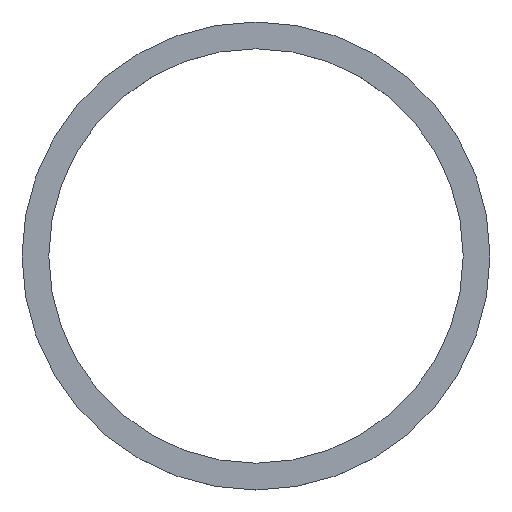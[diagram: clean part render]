
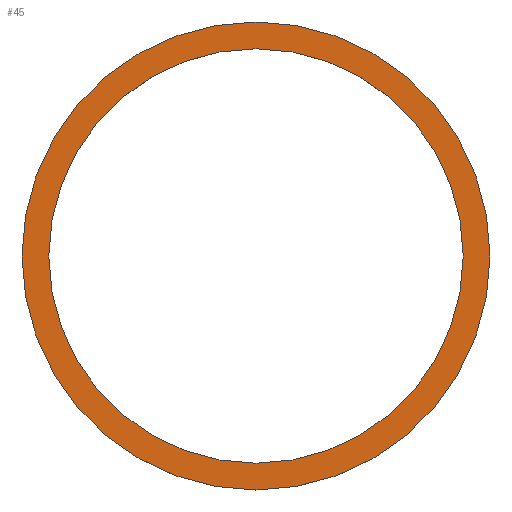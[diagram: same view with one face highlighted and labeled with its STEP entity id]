
A CAD part, top view. The second image highlights one B-rep face of the part: STEP entity #45.
In plain terms, the highlighted planar face has unit normal (0, 0, 1).
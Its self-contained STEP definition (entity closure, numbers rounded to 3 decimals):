
#3 = CARTESIAN_POINT ( 'NONE',  ( 0., 0., 2. ) ) ;
#6 = EDGE_CURVE ( 'NONE', #232, #53, #76, .T. ) ;
#7 = ORIENTED_EDGE ( 'NONE', *, *, #6, .T. ) ;
#11 = ORIENTED_EDGE ( 'NONE', *, *, #162, .F. ) ;
#28 = EDGE_CURVE ( 'NONE', #113, #78, #129, .T. ) ;
#39 = CARTESIAN_POINT ( 'NONE',  ( -101.5, 0., 2. ) ) ;
#40 = AXIS2_PLACEMENT_3D ( 'NONE', #70, #186, #207 ) ;
#44 = CARTESIAN_POINT ( 'NONE',  ( 0., 0., 2. ) ) ;
#45 = ADVANCED_FACE ( 'NONE', ( #79, #60 ), #143, .T. ) ;
#50 = CARTESIAN_POINT ( 'NONE',  ( 101.5, 0., 2. ) ) ;
#53 = VERTEX_POINT ( 'NONE', #50 ) ;
#60 = FACE_BOUND ( 'NONE', #217, .T. ) ;
#66 = CIRCLE ( 'NONE', #212, 101.5 ) ;
#70 = CARTESIAN_POINT ( 'NONE',  ( 0., 0., 2. ) ) ;
#76 = CIRCLE ( 'NONE', #108, 101.5 ) ;
#78 = VERTEX_POINT ( 'NONE', #88 ) ;
#79 = FACE_OUTER_BOUND ( 'NONE', #161, .T. ) ;
#88 = CARTESIAN_POINT ( 'NONE',  ( -89.875, 0., 2. ) ) ;
#97 = DIRECTION ( 'NONE',  ( 0., 0., 1. ) ) ;
#108 = AXIS2_PLACEMENT_3D ( 'NONE', #117, #160, #238 ) ;
#113 = VERTEX_POINT ( 'NONE', #172 ) ;
#117 = CARTESIAN_POINT ( 'NONE',  ( 0., 0., 2. ) ) ;
#119 = DIRECTION ( 'NONE',  ( 1., 0., 0. ) ) ;
#128 = AXIS2_PLACEMENT_3D ( 'NONE', #3, #237, #130 ) ;
#129 = CIRCLE ( 'NONE', #146, 89.875 ) ;
#130 = DIRECTION ( 'NONE',  ( 1., 0., 0. ) ) ;
#131 = EDGE_CURVE ( 'NONE', #53, #232, #66, .T. ) ;
#143 = PLANE ( 'NONE',  #40 ) ;
#146 = AXIS2_PLACEMENT_3D ( 'NONE', #44, #97, #119 ) ;
#152 = DIRECTION ( 'NONE',  ( 0., 0., 1. ) ) ;
#160 = DIRECTION ( 'NONE',  ( 0., 0., 1. ) ) ;
#161 = EDGE_LOOP ( 'NONE', ( #7, #164 ) ) ;
#162 = EDGE_CURVE ( 'NONE', #78, #113, #244, .T. ) ;
#164 = ORIENTED_EDGE ( 'NONE', *, *, #131, .T. ) ;
#172 = CARTESIAN_POINT ( 'NONE',  ( 89.875, 0., 2. ) ) ;
#186 = DIRECTION ( 'NONE',  ( 0., 0., 1. ) ) ;
#203 = DIRECTION ( 'NONE',  ( 1., 0., 0. ) ) ;
#207 = DIRECTION ( 'NONE',  ( 1., 0., 0. ) ) ;
#212 = AXIS2_PLACEMENT_3D ( 'NONE', #249, #152, #203 ) ;
#217 = EDGE_LOOP ( 'NONE', ( #11, #221 ) ) ;
#221 = ORIENTED_EDGE ( 'NONE', *, *, #28, .F. ) ;
#232 = VERTEX_POINT ( 'NONE', #39 ) ;
#237 = DIRECTION ( 'NONE',  ( 0., 0., 1. ) ) ;
#238 = DIRECTION ( 'NONE',  ( 1., 0., 0. ) ) ;
#244 = CIRCLE ( 'NONE', #128, 89.875 ) ;
#249 = CARTESIAN_POINT ( 'NONE',  ( 0., 0., 2. ) ) ;
